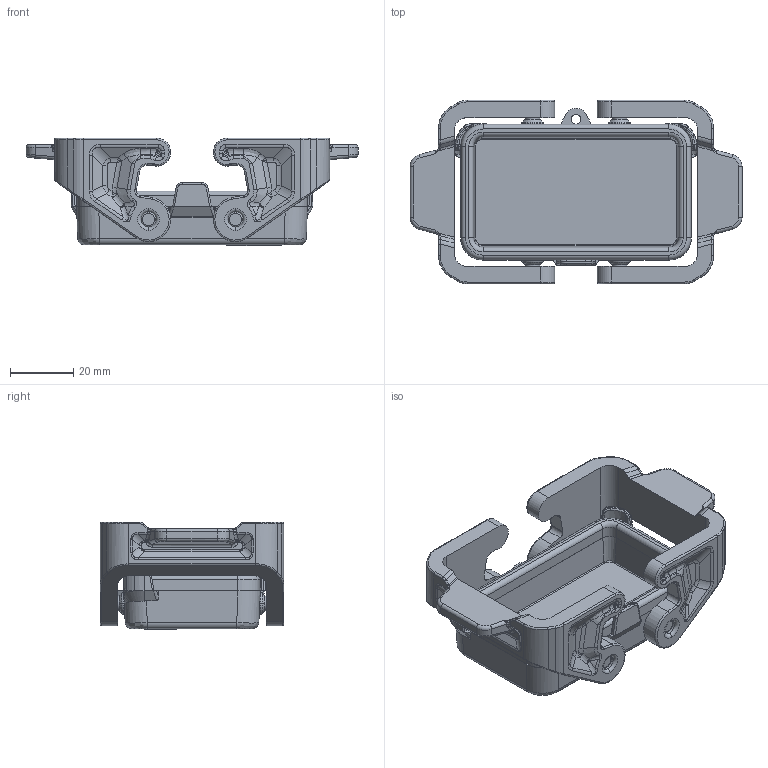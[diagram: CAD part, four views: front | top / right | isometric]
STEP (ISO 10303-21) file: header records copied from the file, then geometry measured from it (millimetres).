
FILE_DESCRIPTION(('Creo Elements/Direct Modeling STEP Export'),'2;1');
FILE_NAME('0ln7uvk5tno8f7f968','2023-11-15T16:33:57',(''),(''),'Creo Elements/Direct Modeling STEP processor for AP214 (Solid Model)','Creo Elements/Direct Modeling 20.1B 02-Apr-2019 (C) Parametric Technology GmbH','');
FILE_SCHEMA(('AUTOMOTIVE_DESIGN { 1 0 10303 214 1 1 1 1 }'));
Products named in the file (2): JPC 10 G
Assembly tree (1 placements, depth 2):
  JPC 10 G
    JPC 10 G
Bounding box: 105 x 58.07 x 34 mm (x, y, z)
Volume: 43185.1 mm3; surface area: 26222.5 mm2
Topology: 1 solids, 1 shells, 830 faces, 1995 edges, 1184 vertices
Faces by surface type: cylinder 267, bspline 256, plane 183, torus 84, cone 36, extrusion 4
Entity records: 74132 total; most frequent: CARTESIAN_POINT 50999, ORIENTED_EDGE 3982, DIRECTION 2711, EDGE_CURVE 1991, VERTEX_POINT 1184, AXIS2_PLACEMENT_3D 1000, EDGE_LOOP 857, COLOUR_RGB 831
